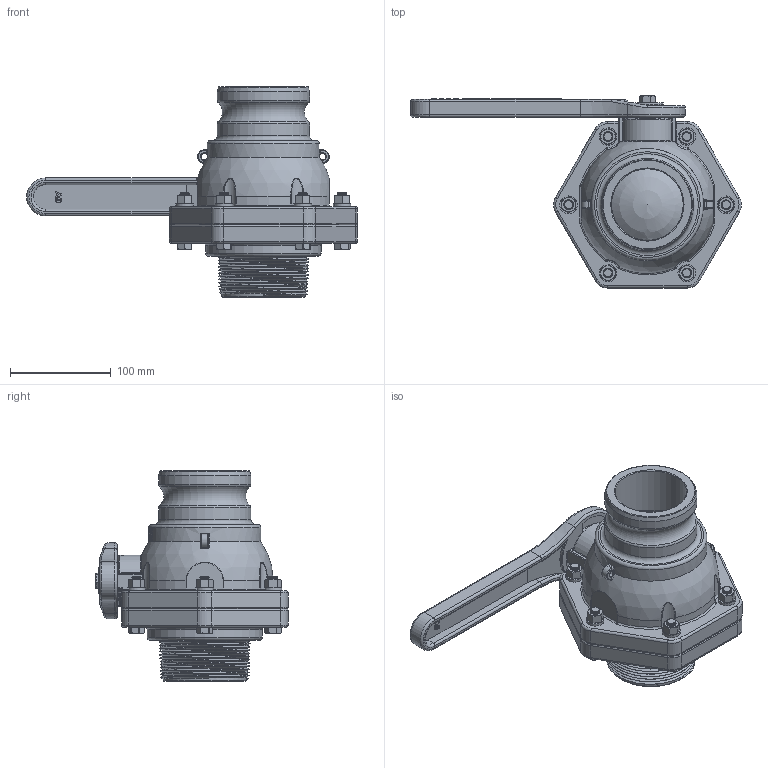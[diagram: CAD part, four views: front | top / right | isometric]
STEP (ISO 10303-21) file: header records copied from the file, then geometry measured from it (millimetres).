
FILE_DESCRIPTION(/* description */ (''),/* implementation_level */ '2;1');
FILE_NAME(/* name */ 'VSFMT300FP.stp',/* time_stamp */ '2014-04-24T11:50:42-04:00',/* author */ ('areid'),/* organization */ (''),/* preprocessor_version */ 'ST-DEVELOPER v15.2',/* originating_system */ 'Autodesk Inventor 2014',/* authorisation */ '');
FILE_SCHEMA (('AUTOMOTIVE_DESIGN { 1 0 10303 214 3 1 1 }'));
Length unit declared in the file: inch
Products named in the file (21): VSF35254X; VSF35254; VSMT35256X; VSMT35256; V35255AX; V35255AY; V35255AM; V35255A; V30151X; V30151B; V20010SS; V20018; V20019; V25163; V25160; VS35258; V35265; V25153; V25121; V25020; VSFMT300FP
Bounding box: 327.81 x 190.42 x 208.66 mm (x, y, z)
Volume: 1616783.5 mm3; surface area: 376325.8 mm2
Topology: 30 solids, 30 shells, 2571 faces, 5979 edges, 3547 vertices
Faces by surface type: cylinder 827, plane 691, cone 646, bspline 257, torus 124, sphere 26
Full cylindrical faces by diameter (mm): 6.35 x2, 9.525 x1, 10.312 x1, 11.176 x12, 14.275 x1, 25.4 x1, 25.527 x1, 25.806 x1, 31.521 x1, 31.623 x1, 31.75 x2, 36.525 x1, 37.084 x1, 71.12 x2, 74.168 x1, 78.74 x2, 81.585 x2, 82.55 x2, 86.665 x2, 91.491 x2, 94.361 x2, 94.386 x2, 111.125 x1, 114.3 x1, 120.396 x1, 139.7 x1
Entity records: 69612 total; most frequent: CARTESIAN_POINT 36780, ORIENTED_EDGE 6944, DIRECTION 6156, EDGE_CURVE 3472, VERTEX_POINT 2214, AXIS2_PLACEMENT_3D 2199, LINE 1758, VECTOR 1758
